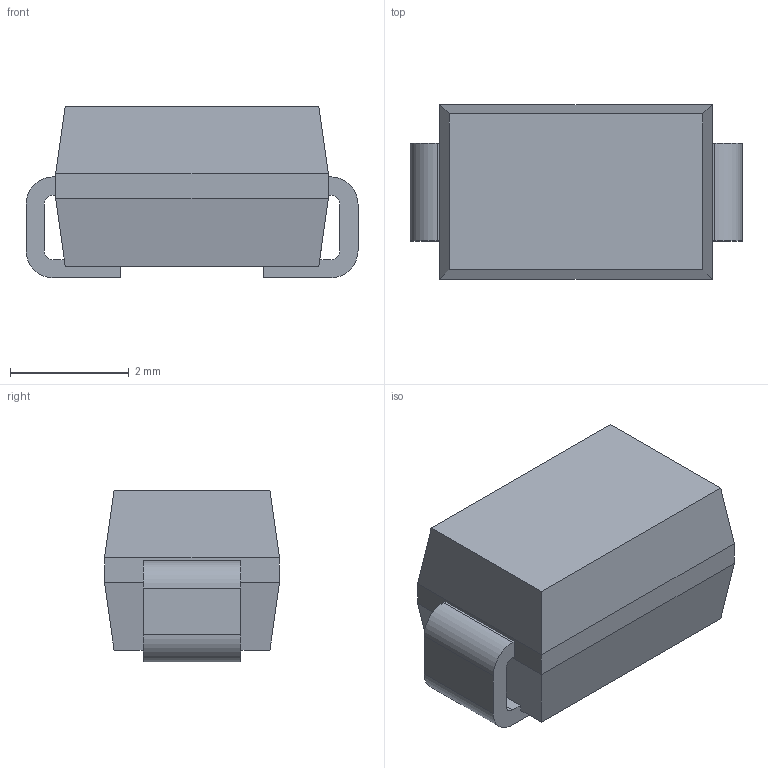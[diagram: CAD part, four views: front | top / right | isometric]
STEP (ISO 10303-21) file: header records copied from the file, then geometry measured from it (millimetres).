
FILE_DESCRIPTION(/* description */ (''),/* implementation_level */ '2;1');
FILE_NAME(/* name */ 'SMA-DO214AC_ipt_9480fce7.STEP',/* time_stamp */ '2021-11-25T09:42:59-03:00',/* author */ ('jg_ma'),/* organization */ (''),/* preprocessor_version */ 'ST-DEVELOPER v18.1',/* originating_system */ 'Autodesk Inventor 2020',/* authorisation */ '');
FILE_SCHEMA (('AUTOMOTIVE_DESIGN { 1 0 10303 214 3 1 1 }'));
Length unit declared in the file: millimetre
Products named in the file (1): SMA-DO214AC
Bounding box: 5.6 x 2.95 x 2.9 mm (x, y, z)
Volume: 36.6 mm3; surface area: 77.6 mm2
Topology: 1 solids, 1 shells, 40 faces, 112 edges, 72 vertices
Faces by surface type: plane 32, cylinder 8
Entity records: 1384 total; most frequent: CARTESIAN_POINT 225, ORIENTED_EDGE 224, DIRECTION 210, EDGE_CURVE 112, LINE 96, VECTOR 96, VERTEX_POINT 72, AXIS2_PLACEMENT_3D 57
